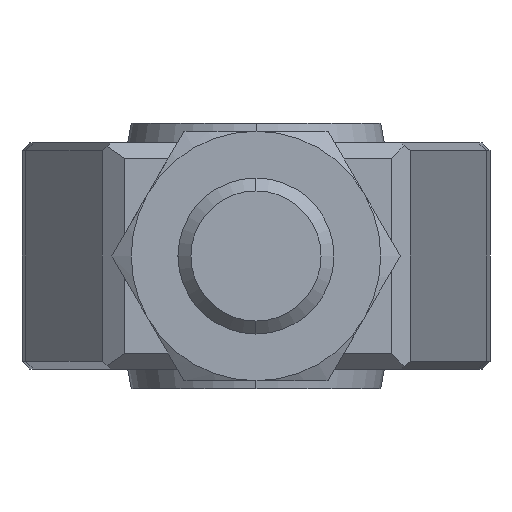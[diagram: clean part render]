
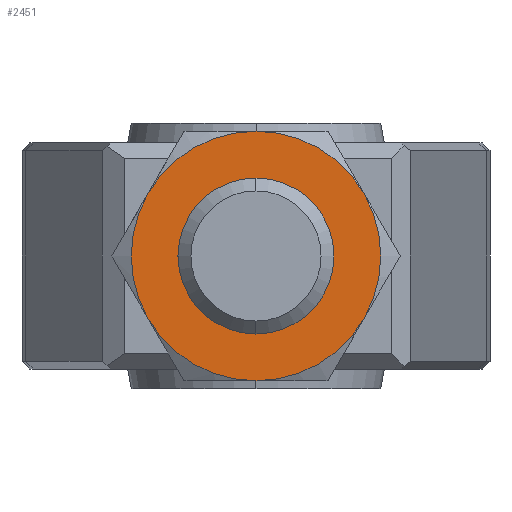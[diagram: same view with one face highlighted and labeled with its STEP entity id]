
A CAD part, left-side view. The second image highlights one B-rep face of the part: STEP entity #2451.
In plain terms, the highlighted planar face has unit normal (-1, 0, 0).
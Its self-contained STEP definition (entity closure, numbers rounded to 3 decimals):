
#40 = DIRECTION ( 'NONE',  ( -1., 0., 0. ) ) ;
#51 = VERTEX_POINT ( 'NONE', #3201 ) ;
#273 = DIRECTION ( 'NONE',  ( 0., 0.866, 0.5 ) ) ;
#318 = CARTESIAN_POINT ( 'NONE',  ( -63.35, 0., 0. ) ) ;
#359 = CARTESIAN_POINT ( 'NONE',  ( -63.35, 0., 0. ) ) ;
#410 = AXIS2_PLACEMENT_3D ( 'NONE', #359, #40, #3334 ) ;
#466 = AXIS2_PLACEMENT_3D ( 'NONE', #2944, #1170, #1757 ) ;
#501 = AXIS2_PLACEMENT_3D ( 'NONE', #318, #891, #2677 ) ;
#516 = CIRCLE ( 'NONE', #2325, 8. ) ;
#537 = CARTESIAN_POINT ( 'NONE',  ( -63.35, 0., 0. ) ) ;
#585 = EDGE_CURVE ( 'NONE', #51, #2371, #680, .T. ) ;
#616 = FACE_BOUND ( 'NONE', #3136, .T. ) ;
#626 = CIRCLE ( 'NONE', #1072, 5. ) ;
#664 = CIRCLE ( 'NONE', #501, 8. ) ;
#680 = CIRCLE ( 'NONE', #1056, 8. ) ;
#747 = VERTEX_POINT ( 'NONE', #1723 ) ;
#793 = ORIENTED_EDGE ( 'NONE', *, *, #3792, .F. ) ;
#872 = DIRECTION ( 'NONE',  ( -1., 0., 0. ) ) ;
#891 = DIRECTION ( 'NONE',  ( 1., 0., 0. ) ) ;
#920 = CARTESIAN_POINT ( 'NONE',  ( -63.35, -13.856, -8. ) ) ;
#1056 = AXIS2_PLACEMENT_3D ( 'NONE', #1125, #2298, #3561 ) ;
#1072 = AXIS2_PLACEMENT_3D ( 'NONE', #537, #3527, #2622 ) ;
#1081 = PLANE ( 'NONE',  #1724 ) ;
#1115 = ORIENTED_EDGE ( 'NONE', *, *, #2101, .T. ) ;
#1125 = CARTESIAN_POINT ( 'NONE',  ( -63.35, 0., 0. ) ) ;
#1170 = DIRECTION ( 'NONE',  ( -1., 0., 0. ) ) ;
#1185 = DIRECTION ( 'NONE',  ( 1., 0., 0. ) ) ;
#1191 = CARTESIAN_POINT ( 'NONE',  ( -63.35, -6.928, -4. ) ) ;
#1366 = EDGE_CURVE ( 'NONE', #3155, #747, #626, .T. ) ;
#1485 = ORIENTED_EDGE ( 'NONE', *, *, #2130, .T. ) ;
#1505 = DIRECTION ( 'NONE',  ( 0., 0.866, 0.5 ) ) ;
#1537 = CARTESIAN_POINT ( 'NONE',  ( -63.35, 0., -8. ) ) ;
#1542 = AXIS2_PLACEMENT_3D ( 'NONE', #2140, #3671, #1505 ) ;
#1560 = VERTEX_POINT ( 'NONE', #1191 ) ;
#1703 = ORIENTED_EDGE ( 'NONE', *, *, #3440, .T. ) ;
#1723 = CARTESIAN_POINT ( 'NONE',  ( -63.35, 4.33, 2.5 ) ) ;
#1724 = AXIS2_PLACEMENT_3D ( 'NONE', #920, #1185, #3326 ) ;
#1757 = DIRECTION ( 'NONE',  ( 0., 0.866, 0.5 ) ) ;
#1861 = CARTESIAN_POINT ( 'NONE',  ( -63.35, -4.33, -2.5 ) ) ;
#1943 = CIRCLE ( 'NONE', #1542, 8. ) ;
#1944 = VERTEX_POINT ( 'NONE', #1537 ) ;
#2057 = DIRECTION ( 'NONE',  ( 0., 0.866, 0.5 ) ) ;
#2101 = EDGE_CURVE ( 'NONE', #1560, #3595, #2960, .T. ) ;
#2130 = EDGE_CURVE ( 'NONE', #1944, #1560, #516, .T. ) ;
#2140 = CARTESIAN_POINT ( 'NONE',  ( -63.35, 0., 0. ) ) ;
#2298 = DIRECTION ( 'NONE',  ( -1., 0., 0. ) ) ;
#2325 = AXIS2_PLACEMENT_3D ( 'NONE', #3863, #872, #273 ) ;
#2371 = VERTEX_POINT ( 'NONE', #3624 ) ;
#2451 = ADVANCED_FACE ( 'NONE', ( #616, #2712 ), #1081, .F. ) ;
#2584 = EDGE_LOOP ( 'NONE', ( #793, #3789, #3144, #1485, #1115, #1703 ) ) ;
#2622 = DIRECTION ( 'NONE',  ( 0., 0.866, 0.5 ) ) ;
#2651 = ORIENTED_EDGE ( 'NONE', *, *, #1366, .F. ) ;
#2677 = DIRECTION ( 'NONE',  ( 0., 0.866, 0.5 ) ) ;
#2687 = DIRECTION ( 'NONE',  ( -1., 0., 0. ) ) ;
#2712 = FACE_OUTER_BOUND ( 'NONE', #2584, .T. ) ;
#2733 = CARTESIAN_POINT ( 'NONE',  ( -63.35, 0., 8. ) ) ;
#2797 = VERTEX_POINT ( 'NONE', #2733 ) ;
#2944 = CARTESIAN_POINT ( 'NONE',  ( -63.35, 0., 0. ) ) ;
#2960 = CIRCLE ( 'NONE', #466, 8. ) ;
#3095 = EDGE_CURVE ( 'NONE', #747, #3155, #3522, .T. ) ;
#3136 = EDGE_LOOP ( 'NONE', ( #3276, #2651 ) ) ;
#3144 = ORIENTED_EDGE ( 'NONE', *, *, #3493, .T. ) ;
#3155 = VERTEX_POINT ( 'NONE', #1861 ) ;
#3180 = CARTESIAN_POINT ( 'NONE',  ( -63.35, -6.928, 4. ) ) ;
#3201 = CARTESIAN_POINT ( 'NONE',  ( -63.35, 6.928, 4. ) ) ;
#3276 = ORIENTED_EDGE ( 'NONE', *, *, #3095, .F. ) ;
#3279 = AXIS2_PLACEMENT_3D ( 'NONE', #3300, #2687, #2057 ) ;
#3300 = CARTESIAN_POINT ( 'NONE',  ( -63.35, 0., 0. ) ) ;
#3326 = DIRECTION ( 'NONE',  ( 0., 0.866, 0.5 ) ) ;
#3334 = DIRECTION ( 'NONE',  ( 0., 0.866, 0.5 ) ) ;
#3440 = EDGE_CURVE ( 'NONE', #3595, #2797, #3564, .T. ) ;
#3493 = EDGE_CURVE ( 'NONE', #2371, #1944, #1943, .T. ) ;
#3522 = CIRCLE ( 'NONE', #3279, 5. ) ;
#3527 = DIRECTION ( 'NONE',  ( -1., 0., 0. ) ) ;
#3561 = DIRECTION ( 'NONE',  ( 0., 0.866, 0.5 ) ) ;
#3564 = CIRCLE ( 'NONE', #410, 8. ) ;
#3595 = VERTEX_POINT ( 'NONE', #3180 ) ;
#3624 = CARTESIAN_POINT ( 'NONE',  ( -63.35, 6.928, -4. ) ) ;
#3671 = DIRECTION ( 'NONE',  ( -1., 0., 0. ) ) ;
#3789 = ORIENTED_EDGE ( 'NONE', *, *, #585, .T. ) ;
#3792 = EDGE_CURVE ( 'NONE', #51, #2797, #664, .T. ) ;
#3863 = CARTESIAN_POINT ( 'NONE',  ( -63.35, 0., 0. ) ) ;
